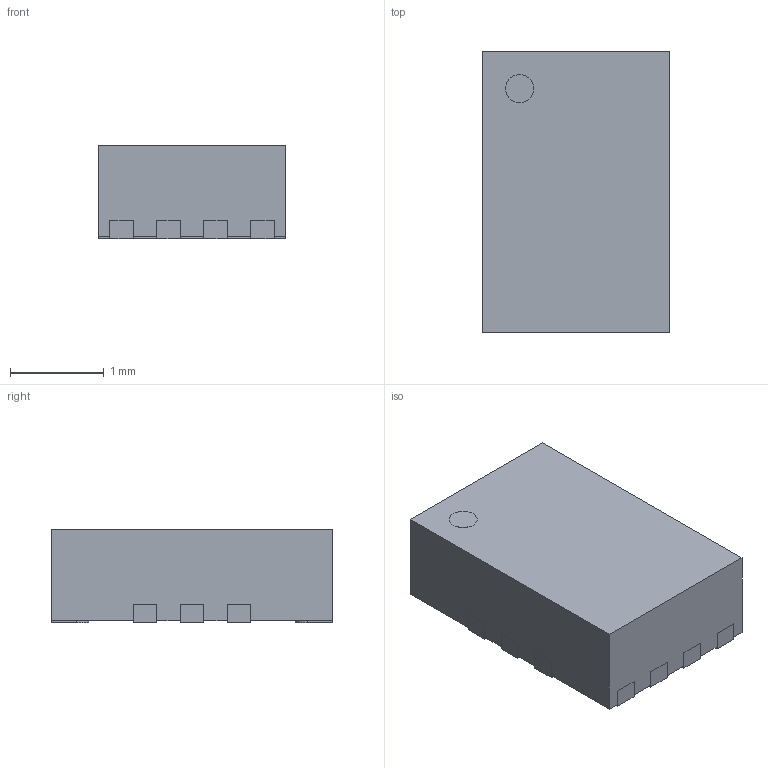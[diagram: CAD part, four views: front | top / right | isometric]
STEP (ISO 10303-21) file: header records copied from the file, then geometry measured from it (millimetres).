
FILE_DESCRIPTION (( 'STEP AP214' ), '1' );
FILE_NAME ('VQFN11-HR.STEP', '2019-01-27T16:25:42', ( '' ), ( '' ), 'SwSTEP 2.0', 'SolidWorks 2018', '' );
FILE_SCHEMA (( 'AUTOMOTIVE_DESIGN' ));
Length unit declared in the file: millimetre
Products named in the file (1): VQFN11-HR
Bounding box: 2 x 3 x 1 mm (x, y, z)
Volume: 5.9 mm3; surface area: 33.7 mm2
Topology: 12 solids, 12 shells, 123 faces, 294 edges, 196 vertices
Faces by surface type: plane 103, cylinder 20
Entity records: 5014 total; most frequent: CARTESIAN_POINT 614, ORIENTED_EDGE 588, DIRECTION 582, EDGE_CURVE 294, VECTOR 254, LINE 254, VERTEX_POINT 196, AXIS2_PLACEMENT_3D 164
